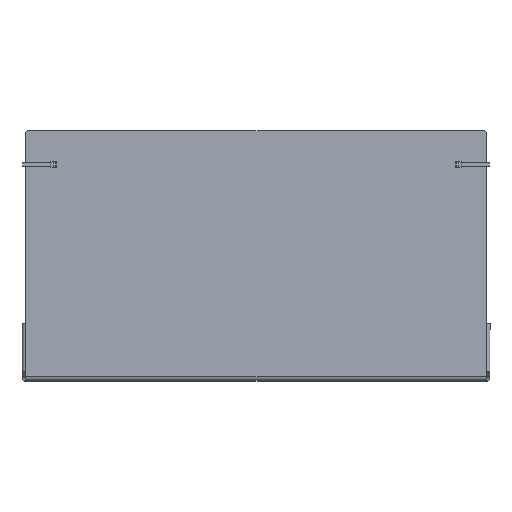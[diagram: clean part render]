
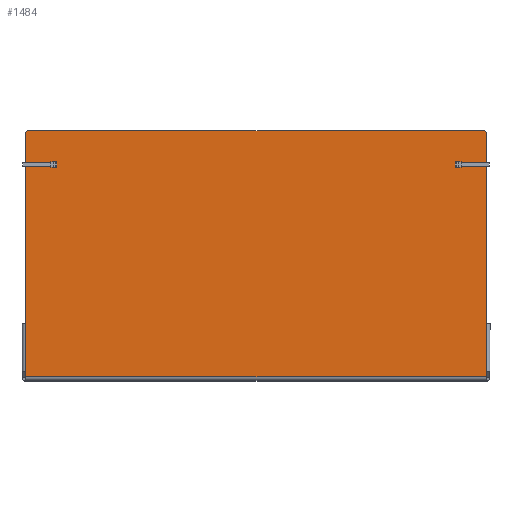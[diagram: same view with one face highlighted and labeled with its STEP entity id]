
A CAD part, top view. The second image highlights one B-rep face of the part: STEP entity #1484.
In plain terms, the highlighted planar face has unit normal (0, 0, 1).
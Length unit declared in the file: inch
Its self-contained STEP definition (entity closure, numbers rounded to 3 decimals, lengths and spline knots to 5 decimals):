
#86 = DIRECTION ( 'NONE',  ( 1., 0., 0. ) ) ;
#89 = DIRECTION ( 'NONE',  ( 0., 0., 1. ) ) ;
#90 = CARTESIAN_POINT ( 'NONE',  ( 10.5, 11.25, 17.3479 ) ) ;
#97 = DIRECTION ( 'NONE',  ( 1., 0., 0. ) ) ;
#107 = DIRECTION ( 'NONE',  ( 0., 0., 1. ) ) ;
#111 = CARTESIAN_POINT ( 'NONE',  ( -10.5, 11.25, 17.3479 ) ) ;
#419 = AXIS2_PLACEMENT_3D ( 'NONE', #90, #89, #86 ) ;
#498 = DIRECTION ( 'NONE',  ( -1., 0., 0. ) ) ;
#499 = CARTESIAN_POINT ( 'NONE',  ( 0., 0.18648, 17.3479 ) ) ;
#507 = LINE ( 'NONE', #499, #6766 ) ;
#616 = VERTEX_POINT ( 'NONE', #1567 ) ;
#632 = VERTEX_POINT ( 'NONE', #1538 ) ;
#1039 = VECTOR ( 'NONE', #2479, 39.37008 ) ;
#1086 = DIRECTION ( 'NONE',  ( -1., 0., 0. ) ) ;
#1097 = DIRECTION ( 'NONE',  ( 0., 0., 1. ) ) ;
#1105 = CARTESIAN_POINT ( 'NONE',  ( -11.875, 12.875, 17.3479 ) ) ;
#1133 = AXIS2_PLACEMENT_3D ( 'NONE', #1105, #1097, #1086 ) ;
#1453 = EDGE_CURVE ( 'NONE', #2467, #4618, #2821, .T. ) ;
#1470 = EDGE_CURVE ( 'NONE', #616, #6398, #2863, .T. ) ;
#1484 = ADVANCED_FACE ( 'NONE', ( #2906, #2904, #2914 ), #2908, .F. ) ;
#1538 = CARTESIAN_POINT ( 'NONE',  ( 11.875, 13., 17.3479 ) ) ;
#1540 = EDGE_CURVE ( 'NONE', #4618, #632, #6500, .T. ) ;
#1567 = CARTESIAN_POINT ( 'NONE',  ( -12., 12.875, 17.3479 ) ) ;
#2021 = VERTEX_POINT ( 'NONE', #7411 ) ;
#2223 = CARTESIAN_POINT ( 'NONE',  ( 10.368, 11.25, 17.3479 ) ) ;
#2321 = VERTEX_POINT ( 'NONE', #5623 ) ;
#2433 = EDGE_CURVE ( 'NONE', #6344, #2321, #3770, .T. ) ;
#2467 = VERTEX_POINT ( 'NONE', #5926 ) ;
#2479 = DIRECTION ( 'NONE',  ( -1., 0., 0. ) ) ;
#2513 = CARTESIAN_POINT ( 'NONE',  ( -12., 13., 17.3479 ) ) ;
#2553 = LINE ( 'NONE', #2513, #1039 ) ;
#2625 = EDGE_CURVE ( 'NONE', #632, #4907, #2553, .T. ) ;
#2729 = VECTOR ( 'NONE', #2872, 39.37008 ) ;
#2761 = CARTESIAN_POINT ( 'NONE',  ( 0., 0., 17.3479 ) ) ;
#2770 = DIRECTION ( 'NONE',  ( 0., 0., -1. ) ) ;
#2821 = LINE ( 'NONE', #2835, #4169 ) ;
#2833 = DIRECTION ( 'NONE',  ( 0., 1., 0. ) ) ;
#2835 = CARTESIAN_POINT ( 'NONE',  ( 12., 13., 17.3479 ) ) ;
#2861 = CARTESIAN_POINT ( 'NONE',  ( -12., 0.15748, 17.3479 ) ) ;
#2863 = LINE ( 'NONE', #2861, #2729 ) ;
#2872 = DIRECTION ( 'NONE',  ( 0., -1., 0. ) ) ;
#2904 = FACE_BOUND ( 'NONE', #5521, .T. ) ;
#2906 = FACE_BOUND ( 'NONE', #5433, .T. ) ;
#2908 = PLANE ( 'NONE',  #6525 ) ;
#2914 = FACE_OUTER_BOUND ( 'NONE', #5529, .T. ) ;
#2918 = DIRECTION ( 'NONE',  ( -1., 0., 0. ) ) ;
#3145 = EDGE_CURVE ( 'NONE', #2321, #6344, #5186, .T. ) ;
#3159 = EDGE_CURVE ( 'NONE', #2021, #5703, #6058, .T. ) ;
#3460 = CARTESIAN_POINT ( 'NONE',  ( -12., 0.18648, 17.3479 ) ) ;
#3770 = CIRCLE ( 'NONE', #5783, 0.132 ) ;
#3954 = CARTESIAN_POINT ( 'NONE',  ( -10.368, 11.25, 17.3479 ) ) ;
#4144 = CARTESIAN_POINT ( 'NONE',  ( -11.875, 13., 17.3479 ) ) ;
#4169 = VECTOR ( 'NONE', #2833, 39.37008 ) ;
#4346 = AXIS2_PLACEMENT_3D ( 'NONE', #111, #107, #97 ) ;
#4424 = CARTESIAN_POINT ( 'NONE',  ( 11.875, 12.875, 17.3479 ) ) ;
#4618 = VERTEX_POINT ( 'NONE', #4657 ) ;
#4657 = CARTESIAN_POINT ( 'NONE',  ( 12., 12.875, 17.3479 ) ) ;
#4733 = DIRECTION ( 'NONE',  ( 0., 0., 1. ) ) ;
#4907 = VERTEX_POINT ( 'NONE', #4144 ) ;
#5058 = AXIS2_PLACEMENT_3D ( 'NONE', #4424, #6231, #7356 ) ;
#5152 = CIRCLE ( 'NONE', #7232, 0.132 ) ;
#5186 = CIRCLE ( 'NONE', #4346, 0.132 ) ;
#5433 = EDGE_LOOP ( 'NONE', ( #6840, #6869 ) ) ;
#5521 = EDGE_LOOP ( 'NONE', ( #6876, #6903 ) ) ;
#5529 = EDGE_LOOP ( 'NONE', ( #6904, #6909, #6916, #6925, #6935, #6942 ) ) ;
#5623 = CARTESIAN_POINT ( 'NONE',  ( -10.632, 11.25, 17.3479 ) ) ;
#5703 = VERTEX_POINT ( 'NONE', #2223 ) ;
#5706 = CIRCLE ( 'NONE', #1133, 0.125 ) ;
#5783 = AXIS2_PLACEMENT_3D ( 'NONE', #5858, #5872, #5888 ) ;
#5858 = CARTESIAN_POINT ( 'NONE',  ( -10.5, 11.25, 17.3479 ) ) ;
#5872 = DIRECTION ( 'NONE',  ( 0., 0., 1. ) ) ;
#5888 = DIRECTION ( 'NONE',  ( 1., 0., 0. ) ) ;
#5926 = CARTESIAN_POINT ( 'NONE',  ( 12., 0.18648, 17.3479 ) ) ;
#6007 = EDGE_CURVE ( 'NONE', #4907, #616, #5706, .T. ) ;
#6058 = CIRCLE ( 'NONE', #419, 0.132 ) ;
#6192 = EDGE_CURVE ( 'NONE', #2467, #6398, #507, .T. ) ;
#6193 = DIRECTION ( 'NONE',  ( 1., 0., 0. ) ) ;
#6231 = DIRECTION ( 'NONE',  ( 0., 0., 1. ) ) ;
#6344 = VERTEX_POINT ( 'NONE', #3954 ) ;
#6349 = CARTESIAN_POINT ( 'NONE',  ( 10.5, 11.25, 17.3479 ) ) ;
#6398 = VERTEX_POINT ( 'NONE', #3460 ) ;
#6500 = CIRCLE ( 'NONE', #5058, 0.125 ) ;
#6525 = AXIS2_PLACEMENT_3D ( 'NONE', #2761, #2770, #2918 ) ;
#6766 = VECTOR ( 'NONE', #498, 39.37008 ) ;
#6825 = EDGE_CURVE ( 'NONE', #5703, #2021, #5152, .T. ) ;
#6840 = ORIENTED_EDGE ( 'NONE', *, *, #2433, .F. ) ;
#6869 = ORIENTED_EDGE ( 'NONE', *, *, #3145, .F. ) ;
#6876 = ORIENTED_EDGE ( 'NONE', *, *, #3159, .F. ) ;
#6903 = ORIENTED_EDGE ( 'NONE', *, *, #6825, .F. ) ;
#6904 = ORIENTED_EDGE ( 'NONE', *, *, #1453, .T. ) ;
#6909 = ORIENTED_EDGE ( 'NONE', *, *, #1540, .T. ) ;
#6916 = ORIENTED_EDGE ( 'NONE', *, *, #2625, .T. ) ;
#6925 = ORIENTED_EDGE ( 'NONE', *, *, #6007, .T. ) ;
#6935 = ORIENTED_EDGE ( 'NONE', *, *, #1470, .T. ) ;
#6942 = ORIENTED_EDGE ( 'NONE', *, *, #6192, .F. ) ;
#7232 = AXIS2_PLACEMENT_3D ( 'NONE', #6349, #4733, #6193 ) ;
#7356 = DIRECTION ( 'NONE',  ( -1., 0., 0. ) ) ;
#7411 = CARTESIAN_POINT ( 'NONE',  ( 10.632, 11.25, 17.3479 ) ) ;
